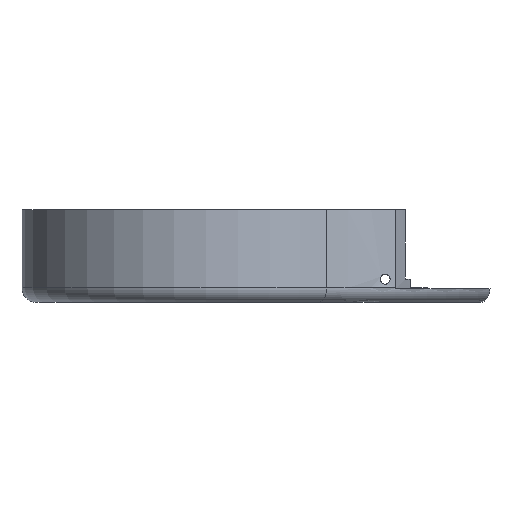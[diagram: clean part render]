
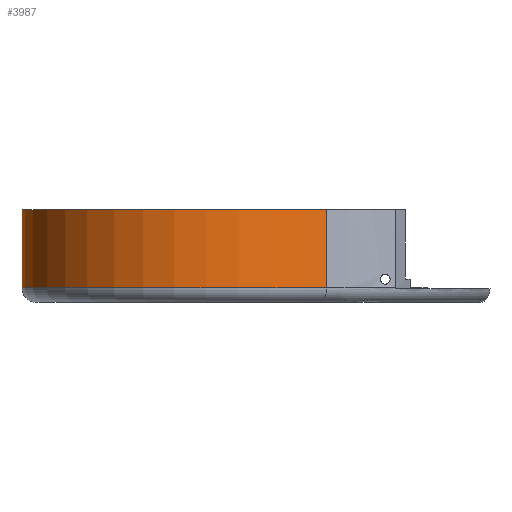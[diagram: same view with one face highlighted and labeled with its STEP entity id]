
A CAD part, left-side view. The second image highlights one B-rep face of the part: STEP entity #3987.
In plain terms, the highlighted cylindrical face has radius 65 mm (diameter 130 mm), a partial arc.
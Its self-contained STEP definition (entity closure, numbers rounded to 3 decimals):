
#140 = TOROIDAL_SURFACE('',#141,60.,5.);
#141 = AXIS2_PLACEMENT_3D('',#142,#143,#144);
#142 = CARTESIAN_POINT('',(0.,160.,5.));
#143 = DIRECTION('',(0.,0.,1.));
#144 = DIRECTION('',(0.788,-0.615,0.));
#1185 = VERTEX_POINT('',#1186);
#1186 = CARTESIAN_POINT('',(51.235,120.,5.));
#1223 = CYLINDRICAL_SURFACE('',#1224,65.);
#1224 = AXIS2_PLACEMENT_3D('',#1225,#1226,#1227);
#1225 = CARTESIAN_POINT('',(102.47,80.,0.));
#1226 = DIRECTION('',(0.,0.,-1.));
#1227 = DIRECTION('',(1.,0.,0.));
#1297 = VERTEX_POINT('',#1298);
#1298 = CARTESIAN_POINT('',(-51.235,120.,5.));
#1318 = EDGE_CURVE('',#1185,#1297,#1319,.T.);
#1319 = SURFACE_CURVE('',#1320,(#1325,#1332),.PCURVE_S1.);
#1320 = CIRCLE('',#1321,65.);
#1321 = AXIS2_PLACEMENT_3D('',#1322,#1323,#1324);
#1322 = CARTESIAN_POINT('',(0.,160.,5.));
#1323 = DIRECTION('',(0.,0.,1.));
#1324 = DIRECTION('',(0.788,-0.615,0.));
#1325 = PCURVE('',#140,#1326);
#1326 = DEFINITIONAL_REPRESENTATION('',(#1327),#1331);
#1327 = LINE('',#1328,#1329);
#1328 = CARTESIAN_POINT('',(0.,6.283));
#1329 = VECTOR('',#1330,1.);
#1330 = DIRECTION('',(1.,0.));
#1331 = ( GEOMETRIC_REPRESENTATION_CONTEXT(2) 
PARAMETRIC_REPRESENTATION_CONTEXT() REPRESENTATION_CONTEXT('2D SPACE',''
  ) );
#1332 = PCURVE('',#1333,#1338);
#1333 = CYLINDRICAL_SURFACE('',#1334,65.);
#1334 = AXIS2_PLACEMENT_3D('',#1335,#1336,#1337);
#1335 = CARTESIAN_POINT('',(0.,160.,0.));
#1336 = DIRECTION('',(0.,0.,-1.));
#1337 = DIRECTION('',(1.,0.,0.));
#1338 = DEFINITIONAL_REPRESENTATION('',(#1339),#1343);
#1339 = LINE('',#1340,#1341);
#1340 = CARTESIAN_POINT('',(-5.62,-5.));
#1341 = VECTOR('',#1342,1.);
#1342 = DIRECTION('',(-1.,0.));
#1343 = ( GEOMETRIC_REPRESENTATION_CONTEXT(2) 
PARAMETRIC_REPRESENTATION_CONTEXT() REPRESENTATION_CONTEXT('2D SPACE',''
  ) );
#1419 = CYLINDRICAL_SURFACE('',#1420,65.);
#1420 = AXIS2_PLACEMENT_3D('',#1421,#1422,#1423);
#1421 = CARTESIAN_POINT('',(-102.47,80.,0.));
#1422 = DIRECTION('',(0.,0.,-1.));
#1423 = DIRECTION('',(1.,0.,0.));
#2003 = PLANE('',#2004);
#2004 = AXIS2_PLACEMENT_3D('',#2005,#2006,#2007);
#2005 = CARTESIAN_POINT('',(-51.235,40.,32.));
#2006 = DIRECTION('',(0.,0.,-1.));
#2007 = DIRECTION('',(-1.,0.,0.));
#2304 = EDGE_CURVE('',#1185,#2305,#2307,.T.);
#2305 = VERTEX_POINT('',#2306);
#2306 = CARTESIAN_POINT('',(51.235,120.,32.));
#2307 = SURFACE_CURVE('',#2308,(#2312,#2319),.PCURVE_S1.);
#2308 = LINE('',#2309,#2310);
#2309 = CARTESIAN_POINT('',(51.235,120.,0.));
#2310 = VECTOR('',#2311,1.);
#2311 = DIRECTION('',(0.,0.,1.));
#2312 = PCURVE('',#1223,#2313);
#2313 = DEFINITIONAL_REPRESENTATION('',(#2314),#2318);
#2314 = LINE('',#2315,#2316);
#2315 = CARTESIAN_POINT('',(-2.479,0.));
#2316 = VECTOR('',#2317,1.);
#2317 = DIRECTION('',(0.,-1.));
#2318 = ( GEOMETRIC_REPRESENTATION_CONTEXT(2) 
PARAMETRIC_REPRESENTATION_CONTEXT() REPRESENTATION_CONTEXT('2D SPACE',''
  ) );
#2319 = PCURVE('',#1333,#2320);
#2320 = DEFINITIONAL_REPRESENTATION('',(#2321),#2325);
#2321 = LINE('',#2322,#2323);
#2322 = CARTESIAN_POINT('',(-5.62,0.));
#2323 = VECTOR('',#2324,1.);
#2324 = DIRECTION('',(0.,-1.));
#2325 = ( GEOMETRIC_REPRESENTATION_CONTEXT(2) 
PARAMETRIC_REPRESENTATION_CONTEXT() REPRESENTATION_CONTEXT('2D SPACE',''
  ) );
#3987 = ADVANCED_FACE('',(#3988),#1333,.T.);
#3988 = FACE_BOUND('',#3989,.F.);
#3989 = EDGE_LOOP('',(#3990,#3991,#4019,#4062));
#3990 = ORIENTED_EDGE('',*,*,#2304,.T.);
#3991 = ORIENTED_EDGE('',*,*,#3992,.T.);
#3992 = EDGE_CURVE('',#2305,#3993,#3995,.T.);
#3993 = VERTEX_POINT('',#3994);
#3994 = CARTESIAN_POINT('',(-51.235,120.,32.));
#3995 = SURFACE_CURVE('',#3996,(#4001,#4008),.PCURVE_S1.);
#3996 = CIRCLE('',#3997,65.);
#3997 = AXIS2_PLACEMENT_3D('',#3998,#3999,#4000);
#3998 = CARTESIAN_POINT('',(0.,160.,32.));
#3999 = DIRECTION('',(0.,0.,1.));
#4000 = DIRECTION('',(1.,0.,0.));
#4001 = PCURVE('',#1333,#4002);
#4002 = DEFINITIONAL_REPRESENTATION('',(#4003),#4007);
#4003 = LINE('',#4004,#4005);
#4004 = CARTESIAN_POINT('',(0.,-32.));
#4005 = VECTOR('',#4006,1.);
#4006 = DIRECTION('',(-1.,0.));
#4007 = ( GEOMETRIC_REPRESENTATION_CONTEXT(2) 
PARAMETRIC_REPRESENTATION_CONTEXT() REPRESENTATION_CONTEXT('2D SPACE',''
  ) );
#4008 = PCURVE('',#2003,#4009);
#4009 = DEFINITIONAL_REPRESENTATION('',(#4010),#4018);
#4010 = ( BOUNDED_CURVE() B_SPLINE_CURVE(2,(#4011,#4012,#4013,#4014,
#4015,#4016,#4017),.UNSPECIFIED.,.F.,.F.) B_SPLINE_CURVE_WITH_KNOTS((1,2
    ,2,2,2,1),(-2.094,0.,2.094,4.189,
6.283,8.378),.UNSPECIFIED.) CURVE() 
GEOMETRIC_REPRESENTATION_ITEM() RATIONAL_B_SPLINE_CURVE((1.,0.5,1.,0.5,
1.,0.5,1.)) REPRESENTATION_ITEM('') );
#4011 = CARTESIAN_POINT('',(-116.235,120.));
#4012 = CARTESIAN_POINT('',(-116.235,232.583));
#4013 = CARTESIAN_POINT('',(-18.735,176.292));
#4014 = CARTESIAN_POINT('',(78.765,120.));
#4015 = CARTESIAN_POINT('',(-18.735,63.708));
#4016 = CARTESIAN_POINT('',(-116.235,7.417));
#4017 = CARTESIAN_POINT('',(-116.235,120.));
#4018 = ( GEOMETRIC_REPRESENTATION_CONTEXT(2) 
PARAMETRIC_REPRESENTATION_CONTEXT() REPRESENTATION_CONTEXT('2D SPACE',''
  ) );
#4019 = ORIENTED_EDGE('',*,*,#4020,.F.);
#4020 = EDGE_CURVE('',#1297,#3993,#4021,.T.);
#4021 = SURFACE_CURVE('',#4022,(#4026,#4033),.PCURVE_S1.);
#4022 = LINE('',#4023,#4024);
#4023 = CARTESIAN_POINT('',(-51.235,120.,0.));
#4024 = VECTOR('',#4025,1.);
#4025 = DIRECTION('',(0.,0.,1.));
#4026 = PCURVE('',#1333,#4027);
#4027 = DEFINITIONAL_REPRESENTATION('',(#4028),#4032);
#4028 = LINE('',#4029,#4030);
#4029 = CARTESIAN_POINT('',(-10.088,0.));
#4030 = VECTOR('',#4031,1.);
#4031 = DIRECTION('',(0.,-1.));
#4032 = ( GEOMETRIC_REPRESENTATION_CONTEXT(2) 
PARAMETRIC_REPRESENTATION_CONTEXT() REPRESENTATION_CONTEXT('2D SPACE',''
  ) );
#4033 = PCURVE('',#1419,#4034);
#4034 = DEFINITIONAL_REPRESENTATION('',(#4035),#4061);
#4035 = B_SPLINE_CURVE_WITH_KNOTS('',3,(#4036,#4037,#4038,#4039,#4040,
    #4041,#4042,#4043,#4044,#4045,#4046,#4047,#4048,#4049,#4050,#4051,
    #4052,#4053,#4054,#4055,#4056,#4057,#4058,#4059,#4060),
  .UNSPECIFIED.,.F.,.F.,(4,1,1,1,1,1,1,1,1,1,1,1,1,1,1,1,1,1,1,1,1,1,4),
  (0.,1.455,2.909,4.364,5.818,
    7.273,8.727,10.182,11.636,
    13.091,14.545,16.,17.455,18.909,
    20.364,21.818,23.273,24.727,
    26.182,27.636,29.091,30.545,32.)
  ,.QUASI_UNIFORM_KNOTS.);
#4036 = CARTESIAN_POINT('',(-0.663,0.));
#4037 = CARTESIAN_POINT('',(-0.663,-0.485));
#4038 = CARTESIAN_POINT('',(-0.663,-1.455));
#4039 = CARTESIAN_POINT('',(-0.663,-2.909));
#4040 = CARTESIAN_POINT('',(-0.663,-4.364));
#4041 = CARTESIAN_POINT('',(-0.663,-5.818));
#4042 = CARTESIAN_POINT('',(-0.663,-7.273));
#4043 = CARTESIAN_POINT('',(-0.663,-8.727));
#4044 = CARTESIAN_POINT('',(-0.663,-10.182));
#4045 = CARTESIAN_POINT('',(-0.663,-11.636));
#4046 = CARTESIAN_POINT('',(-0.663,-13.091));
#4047 = CARTESIAN_POINT('',(-0.663,-14.545));
#4048 = CARTESIAN_POINT('',(-0.663,-16.));
#4049 = CARTESIAN_POINT('',(-0.663,-17.455));
#4050 = CARTESIAN_POINT('',(-0.663,-18.909));
#4051 = CARTESIAN_POINT('',(-0.663,-20.364));
#4052 = CARTESIAN_POINT('',(-0.663,-21.818));
#4053 = CARTESIAN_POINT('',(-0.663,-23.273));
#4054 = CARTESIAN_POINT('',(-0.663,-24.727));
#4055 = CARTESIAN_POINT('',(-0.663,-26.182));
#4056 = CARTESIAN_POINT('',(-0.663,-27.636));
#4057 = CARTESIAN_POINT('',(-0.663,-29.091));
#4058 = CARTESIAN_POINT('',(-0.663,-30.545));
#4059 = CARTESIAN_POINT('',(-0.663,-31.515));
#4060 = CARTESIAN_POINT('',(-0.663,-32.));
#4061 = ( GEOMETRIC_REPRESENTATION_CONTEXT(2) 
PARAMETRIC_REPRESENTATION_CONTEXT() REPRESENTATION_CONTEXT('2D SPACE',''
  ) );
#4062 = ORIENTED_EDGE('',*,*,#1318,.F.);
